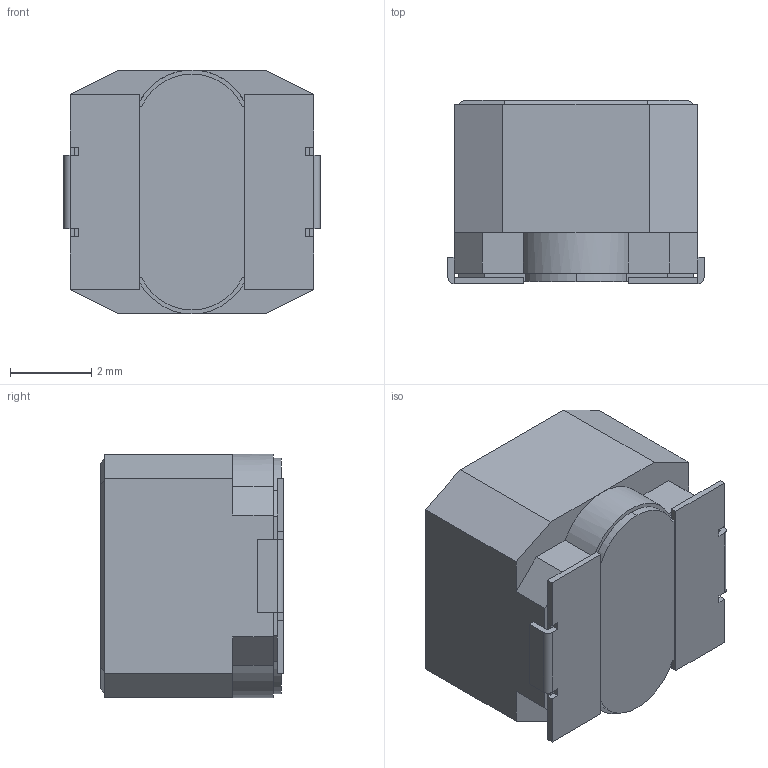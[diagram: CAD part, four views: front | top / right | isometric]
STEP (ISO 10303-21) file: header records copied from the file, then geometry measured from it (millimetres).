
FILE_DESCRIPTION (( 'STEP AP214' ), '1' );
FILE_NAME ('VLS6045EX-H.STEP', '2018-07-05T02:41:45', ( '' ), ( '' ), 'SwSTEP 2.0', 'SolidWorks 2018', '' );
FILE_SCHEMA (( 'AUTOMOTIVE_DESIGN' ));
Length unit declared in the file: millimetre
Products named in the file (3): VLS6045EX-H_T(3Dmodel); VLS6045EX-H; VLS6045EX-H_C(3Dmodel)
Assembly tree (2 placements, depth 2):
  VLS6045EX-H
    VLS6045EX-H_C(3Dmodel)
    VLS6045EX-H_T(3Dmodel)
Bounding box: 6.3 x 4.5 x 6 mm (x, y, z)
Volume: 147.1 mm3; surface area: 204.7 mm2
Topology: 3 solids, 3 shells, 418 faces, 1125 edges, 749 vertices
Faces by surface type: plane 339, bspline 69, cylinder 10
Entity records: 20347 total; most frequent: CARTESIAN_POINT 7014, ORIENTED_EDGE 2250, DIRECTION 1716, EDGE_CURVE 1125, VECTOR 966, LINE 966, VERTEX_POINT 749, EDGE_LOOP 454
